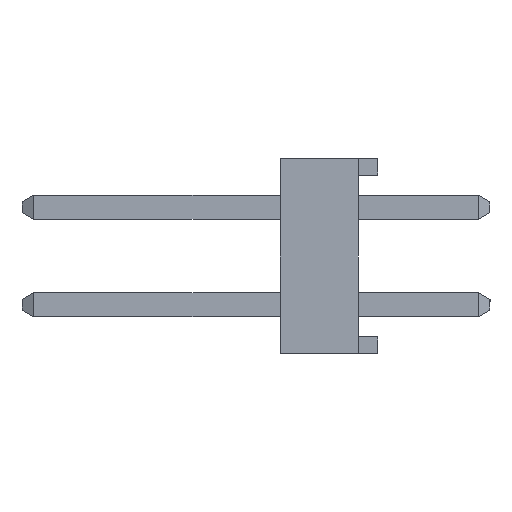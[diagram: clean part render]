
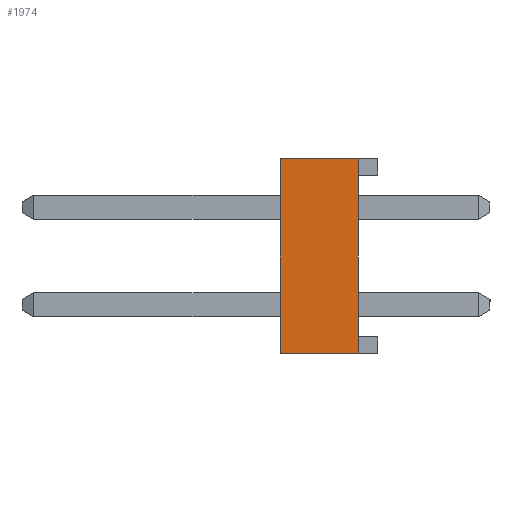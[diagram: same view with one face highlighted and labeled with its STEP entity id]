
A CAD part, left-side view. The second image highlights one B-rep face of the part: STEP entity #1974.
In plain terms, the highlighted planar face has unit normal (-1, 0, 0).
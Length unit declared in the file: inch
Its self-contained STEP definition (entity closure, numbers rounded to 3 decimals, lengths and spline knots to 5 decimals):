
#1974 = ADVANCED_FACE( '', ( #5472 ), #5473, .F. );
#5472 = FACE_OUTER_BOUND( '', #10650, .T. );
#5473 = PLANE( '', #10651 );
#10650 = EDGE_LOOP( '', ( #16497, #16498, #16499, #16500 ) );
#10651 = AXIS2_PLACEMENT_3D( '', #16501, #16502, #16503 );
#16497 = ORIENTED_EDGE( '', *, *, #31126, .F. );
#16498 = ORIENTED_EDGE( '', *, *, #30758, .F. );
#16499 = ORIENTED_EDGE( '', *, *, #31127, .F. );
#16500 = ORIENTED_EDGE( '', *, *, #31128, .T. );
#16501 = CARTESIAN_POINT( '', ( -1., 0.1, -0.1 ) );
#16502 = DIRECTION( '', ( 1., 0., 0. ) );
#16503 = DIRECTION( '', ( 0., 0., -1. ) );
#30758 = EDGE_CURVE( '', #36839, #36841, #36842, .T. );
#31126 = EDGE_CURVE( '', #36841, #37490, #37491, .T. );
#31127 = EDGE_CURVE( '', #37492, #36839, #37493, .T. );
#31128 = EDGE_CURVE( '', #37492, #37490, #37494, .T. );
#36839 = VERTEX_POINT( '', #45467 );
#36841 = VERTEX_POINT( '', #45470 );
#36842 = LINE( '', #45471, #45472 );
#37490 = VERTEX_POINT( '', #46419 );
#37491 = LINE( '', #46420, #46421 );
#37492 = VERTEX_POINT( '', #46422 );
#37493 = LINE( '', #46423, #46424 );
#37494 = LINE( '', #46425, #46426 );
#45467 = CARTESIAN_POINT( '', ( -1., 0.1, 0.1 ) );
#45470 = CARTESIAN_POINT( '', ( -1., 0.02, 0.1 ) );
#45471 = CARTESIAN_POINT( '', ( -1., 0.1, 0.1 ) );
#45472 = VECTOR( '', #57461, 39.37008 );
#46419 = CARTESIAN_POINT( '', ( -1., 0.02, -0.1 ) );
#46420 = CARTESIAN_POINT( '', ( -1., 0.02, -0.1 ) );
#46421 = VECTOR( '', #57761, 39.37008 );
#46422 = CARTESIAN_POINT( '', ( -1., 0.1, -0.1 ) );
#46423 = CARTESIAN_POINT( '', ( -1., 0.1, -0.1 ) );
#46424 = VECTOR( '', #57762, 39.37008 );
#46425 = CARTESIAN_POINT( '', ( -1., 0.1, -0.1 ) );
#46426 = VECTOR( '', #57763, 39.37008 );
#57461 = DIRECTION( '', ( 0., -1., 0. ) );
#57761 = DIRECTION( '', ( 0., 0., -1. ) );
#57762 = DIRECTION( '', ( 0., 0., 1. ) );
#57763 = DIRECTION( '', ( 0., -1., 0. ) );
